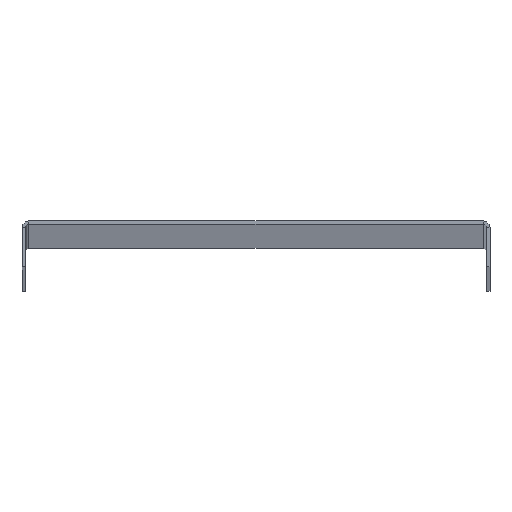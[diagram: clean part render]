
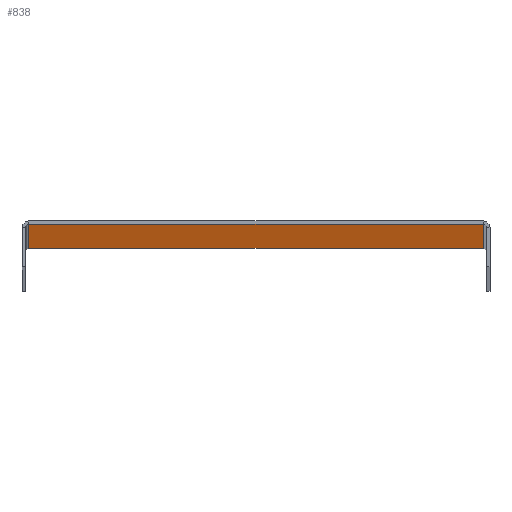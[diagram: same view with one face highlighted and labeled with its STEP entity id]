
A CAD part, top view. The second image highlights one B-rep face of the part: STEP entity #838.
In plain terms, the highlighted planar face has unit normal (0, -1, 0).
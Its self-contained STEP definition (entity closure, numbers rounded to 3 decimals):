
#17 = VERTEX_POINT ( 'NONE', #105 ) ;
#54 = CARTESIAN_POINT ( 'NONE',  ( -49.25, -0.75, -1500. ) ) ;
#69 = VECTOR ( 'NONE', #863, 1000. ) ;
#90 = CARTESIAN_POINT ( 'NONE',  ( 49.25, -0.75, -1500. ) ) ;
#105 = CARTESIAN_POINT ( 'NONE',  ( -49.25, -0.75, 1500. ) ) ;
#111 = ORIENTED_EDGE ( 'NONE', *, *, #803, .F. ) ;
#162 = VECTOR ( 'NONE', #423, 1000. ) ;
#196 = LINE ( 'NONE', #916, #69 ) ;
#203 = DIRECTION ( 'NONE',  ( -1., 0., 0. ) ) ;
#284 = LINE ( 'NONE', #346, #826 ) ;
#292 = DIRECTION ( 'NONE',  ( 0., 0., -1. ) ) ;
#324 = ORIENTED_EDGE ( 'NONE', *, *, #528, .T. ) ;
#346 = CARTESIAN_POINT ( 'NONE',  ( 50.75, -0.75, -1500. ) ) ;
#400 = ORIENTED_EDGE ( 'NONE', *, *, #862, .F. ) ;
#423 = DIRECTION ( 'NONE',  ( 0., 0., -1. ) ) ;
#429 = CARTESIAN_POINT ( 'NONE',  ( 50.75, -0.75, 1500. ) ) ;
#437 = PLANE ( 'NONE',  #754 ) ;
#445 = LINE ( 'NONE', #535, #162 ) ;
#480 = DIRECTION ( 'NONE',  ( 0., -1., 0. ) ) ;
#520 = VERTEX_POINT ( 'NONE', #54 ) ;
#528 = EDGE_CURVE ( 'NONE', #17, #520, #196, .T. ) ;
#535 = CARTESIAN_POINT ( 'NONE',  ( 49.25, -0.75, 1500. ) ) ;
#564 = CARTESIAN_POINT ( 'NONE',  ( 50.75, -0.75, 1500. ) ) ;
#566 = EDGE_LOOP ( 'NONE', ( #400, #111, #713, #324 ) ) ;
#600 = EDGE_CURVE ( 'NONE', #694, #17, #840, .T. ) ;
#617 = DIRECTION ( 'NONE',  ( -1., 0., 0. ) ) ;
#648 = VECTOR ( 'NONE', #617, 1000. ) ;
#649 = CARTESIAN_POINT ( 'NONE',  ( 49.25, -0.75, 1500. ) ) ;
#694 = VERTEX_POINT ( 'NONE', #649 ) ;
#713 = ORIENTED_EDGE ( 'NONE', *, *, #600, .T. ) ;
#744 = FACE_OUTER_BOUND ( 'NONE', #566, .T. ) ;
#754 = AXIS2_PLACEMENT_3D ( 'NONE', #429, #480, #292 ) ;
#803 = EDGE_CURVE ( 'NONE', #694, #892, #445, .T. ) ;
#826 = VECTOR ( 'NONE', #203, 1000. ) ;
#838 = ADVANCED_FACE ( 'NONE', ( #744 ), #437, .T. ) ;
#840 = LINE ( 'NONE', #564, #648 ) ;
#862 = EDGE_CURVE ( 'NONE', #892, #520, #284, .T. ) ;
#863 = DIRECTION ( 'NONE',  ( 0., 0., -1. ) ) ;
#892 = VERTEX_POINT ( 'NONE', #90 ) ;
#916 = CARTESIAN_POINT ( 'NONE',  ( -49.25, -0.75, 1500. ) ) ;
